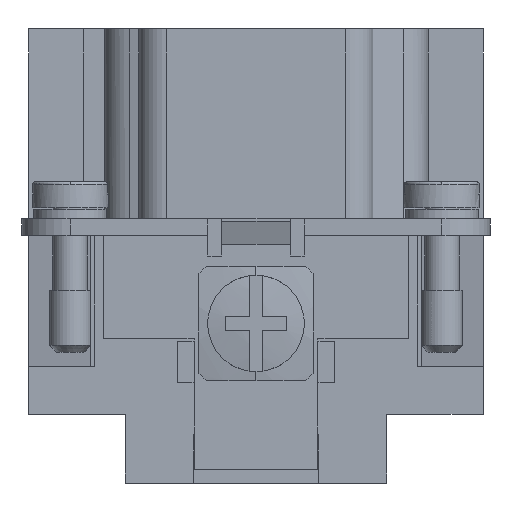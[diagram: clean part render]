
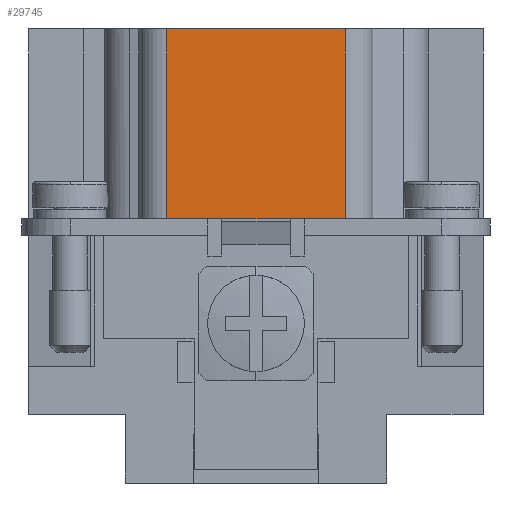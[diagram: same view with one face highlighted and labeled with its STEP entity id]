
A CAD part, left-side view. The second image highlights one B-rep face of the part: STEP entity #29745.
In plain terms, the highlighted planar face has unit normal (-1, 0, 0).
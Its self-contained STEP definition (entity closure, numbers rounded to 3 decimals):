
#27194=CARTESIAN_POINT('',(-41.5,6.5,33.));
#27195=VERTEX_POINT('',#27194);
#27203=CARTESIAN_POINT('',(-41.5,-6.5,33.));
#27204=VERTEX_POINT('',#27203);
#27205=CARTESIAN_POINT('',(-41.5,-6.5,33.));
#27206=DIRECTION('',(0.0,1.0,0.0));
#27207=VECTOR('',#27206,13.0);
#27208=LINE('',#27205,#27207);
#27209=EDGE_CURVE('',#27204,#27195,#27208,.T.);
#28688=CARTESIAN_POINT('',(-41.5,-3.5,19.2));
#28689=VERTEX_POINT('',#28688);
#28696=CARTESIAN_POINT('',(-41.5,3.5,19.2));
#28697=VERTEX_POINT('',#28696);
#28698=CARTESIAN_POINT('',(-41.5,3.5,19.2));
#28699=DIRECTION('',(0.0,-1.0,0.0));
#28700=VECTOR('',#28699,7.0);
#28701=LINE('',#28698,#28700);
#28702=EDGE_CURVE('',#28697,#28689,#28701,.T.);
#29696=CARTESIAN_POINT('',(-41.5,-6.5,19.2));
#29697=VERTEX_POINT('',#29696);
#29698=CARTESIAN_POINT('',(-41.5,-6.5,19.2));
#29699=DIRECTION('',(0.0,0.0,1.0));
#29700=VECTOR('',#29699,13.8);
#29701=LINE('',#29698,#29700);
#29702=EDGE_CURVE('',#29697,#27204,#29701,.T.);
#29715=CARTESIAN_POINT('',(-41.5,-6.5,19.2));
#29716=DIRECTION('',(-1.0,0.0,0.0));
#29717=DIRECTION('',(0.0,0.0,1.0));
#29718=AXIS2_PLACEMENT_3D('',#29715,#29716,#29717);
#29719=PLANE('',#29718);
#29720=ORIENTED_EDGE('',*,*,#27209,.T.);
#29721=CARTESIAN_POINT('',(-41.5,6.5,19.2));
#29722=VERTEX_POINT('',#29721);
#29723=CARTESIAN_POINT('',(-41.5,6.5,19.2));
#29724=DIRECTION('',(0.0,0.0,1.0));
#29725=VECTOR('',#29724,13.8);
#29726=LINE('',#29723,#29725);
#29727=EDGE_CURVE('',#29722,#27195,#29726,.T.);
#29728=ORIENTED_EDGE('',*,*,#29727,.F.);
#29729=CARTESIAN_POINT('',(-41.5,3.5,19.2));
#29730=DIRECTION('',(0.0,1.0,0.0));
#29731=VECTOR('',#29730,3.);
#29732=LINE('',#29729,#29731);
#29733=EDGE_CURVE('',#28697,#29722,#29732,.T.);
#29734=ORIENTED_EDGE('',*,*,#29733,.F.);
#29735=ORIENTED_EDGE('',*,*,#28702,.T.);
#29736=CARTESIAN_POINT('',(-41.5,-6.5,19.2));
#29737=DIRECTION('',(0.0,1.0,0.0));
#29738=VECTOR('',#29737,3.0);
#29739=LINE('',#29736,#29738);
#29740=EDGE_CURVE('',#29697,#28689,#29739,.T.);
#29741=ORIENTED_EDGE('',*,*,#29740,.F.);
#29742=ORIENTED_EDGE('',*,*,#29702,.T.);
#29743=EDGE_LOOP('',(#29720,#29728,#29734,#29735,#29741,#29742));
#29744=FACE_OUTER_BOUND('',#29743,.T.);
#29745=ADVANCED_FACE('',(#29744),#29719,.T.);
